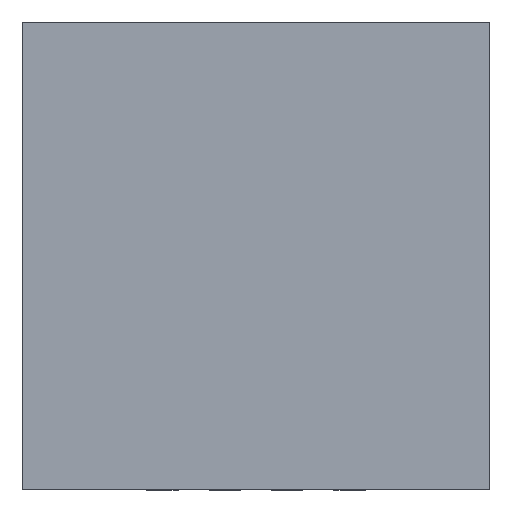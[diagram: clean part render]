
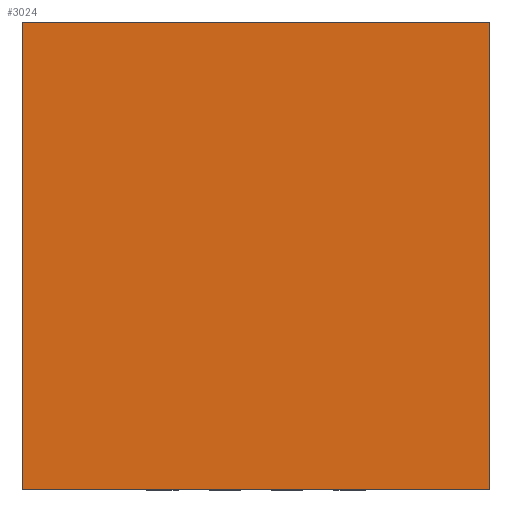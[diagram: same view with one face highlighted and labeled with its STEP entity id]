
A CAD part, top view. The second image highlights one B-rep face of the part: STEP entity #3024.
In plain terms, the highlighted face is planar.
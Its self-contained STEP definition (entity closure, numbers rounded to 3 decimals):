
#1022=DIRECTION('',(0.,0.,1.));
#1023=VECTOR('',#1022,3.);
#1024=CARTESIAN_POINT('',(-1.5,0.75,-1.5));
#1025=LINE('',#1024,#1023);
#1029=DIRECTION('',(-1.,0.,0.));
#1030=VECTOR('',#1029,3.);
#1031=CARTESIAN_POINT('',(1.5,0.75,-1.5));
#1032=LINE('',#1031,#1030);
#1036=DIRECTION('',(0.,0.,-1.));
#1037=VECTOR('',#1036,3.);
#1038=CARTESIAN_POINT('',(1.5,0.75,1.5));
#1039=LINE('',#1038,#1037);
#1043=DIRECTION('',(1.,0.,0.));
#1044=VECTOR('',#1043,3.);
#1045=CARTESIAN_POINT('',(-1.5,0.75,1.5));
#1046=LINE('',#1045,#1044);
#2195=CARTESIAN_POINT('',(-1.5,0.75,-1.5));
#2196=CARTESIAN_POINT('',(-1.5,0.75,1.5));
#2197=VERTEX_POINT('',#2195);
#2198=VERTEX_POINT('',#2196);
#2199=CARTESIAN_POINT('',(1.5,0.75,1.5));
#2200=VERTEX_POINT('',#2199);
#2201=CARTESIAN_POINT('',(1.5,0.75,-1.5));
#2202=VERTEX_POINT('',#2201);
#3013=CARTESIAN_POINT('',(0.,0.75,0.));
#3014=DIRECTION('',(0.,1.,0.));
#3015=DIRECTION('',(1.,0.,0.));
#3016=AXIS2_PLACEMENT_3D('',#3013,#3014,#3015);
#3017=PLANE('',#3016);
#3018=ORIENTED_EDGE('',*,*,#2839,.F.);
#3019=ORIENTED_EDGE('',*,*,#2889,.F.);
#3020=ORIENTED_EDGE('',*,*,#2931,.F.);
#3021=ORIENTED_EDGE('',*,*,#2979,.F.);
#3022=EDGE_LOOP('',(#3018,#3019,#3020,#3021));
#3023=FACE_OUTER_BOUND('',#3022,.F.);
#2839=EDGE_CURVE('',#2197,#2198,#1025,.T.);
#2889=EDGE_CURVE('',#2202,#2197,#1032,.T.);
#2931=EDGE_CURVE('',#2200,#2202,#1039,.T.);
#2979=EDGE_CURVE('',#2198,#2200,#1046,.T.);
#3024=ADVANCED_FACE('',(#3023),#3017,.T.);
